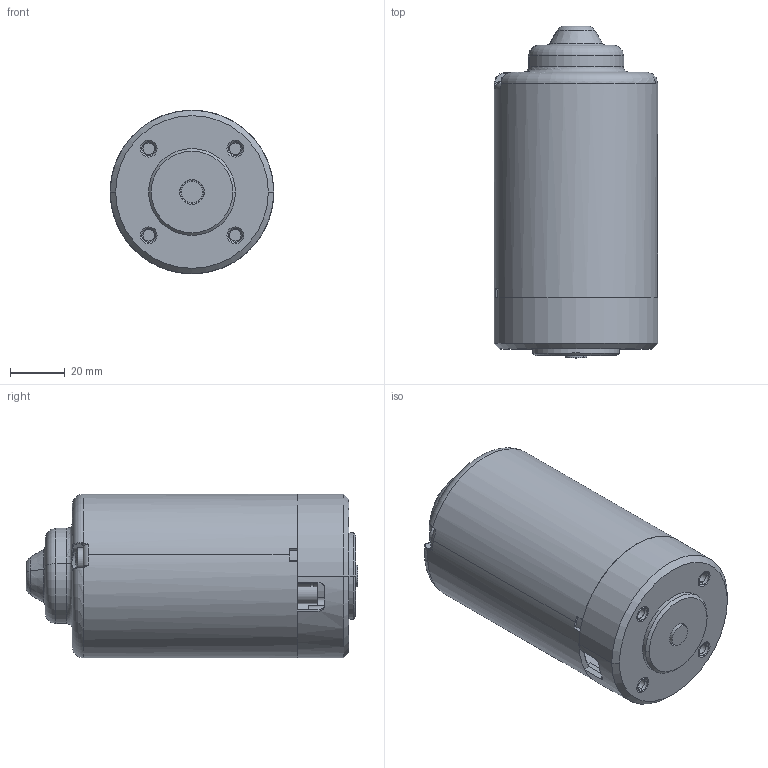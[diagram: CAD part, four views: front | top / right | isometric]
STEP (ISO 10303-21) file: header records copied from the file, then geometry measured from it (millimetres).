
FILE_DESCRIPTION((''),'2;1');
FILE_NAME('162_ASM','2021-04-28T13:38:59',('carlos.villegas'),(''),'CREO PARAMETRIC BY PTC INC, 2019344','CREO PARAMETRIC BY PTC INC, 2019344','');
FILE_SCHEMA(('CONFIG_CONTROL_DESIGN','SHAPE_APPEARANCE_LAYERS_GROUPS'));
Length unit declared in the file: millimetre
Products named in the file (9): 16200010300_AF0; 16200020300_ASM; 16250010300_ASM; 16200020800_AF1; 16250011200_AF0_ASM; 11100010204; 11150630204_ASM; 10004603409; 162_ASM
Assembly tree (9 placements, depth 4):
  162_ASM
    16250010300_ASM
      16200020300_ASM
        16200010300_AF0
    16250011200_AF0_ASM
      16200020800_AF1
    11150630204_ASM
      11100010204
    10004603409  x2
Bounding box: 60 x 121.8 x 60 mm (x, y, z)
Volume: 80080.4 mm3; surface area: 59294.5 mm2
Topology: 5 solids, 13 shells, 481 faces, 1186 edges, 733 vertices
Faces by surface type: cylinder 193, plane 111, bspline 88, cone 47, torus 34, sphere 8
Entity records: 26552 total; most frequent: CARTESIAN_POINT 12903, ORIENTED_EDGE 2168, DIRECTION 2133, EDGE_CURVE 1098, PRESENTATION_STYLE_ASSIGNMENT 1055, STYLED_ITEM 1055, CURVE_STYLE 1050, AXIS2_PLACEMENT_3D 895
